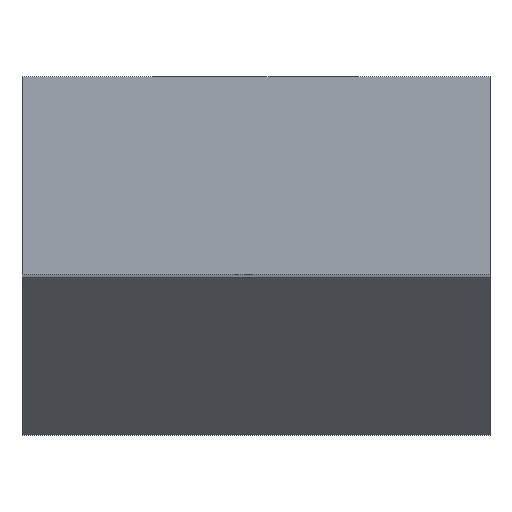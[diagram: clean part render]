
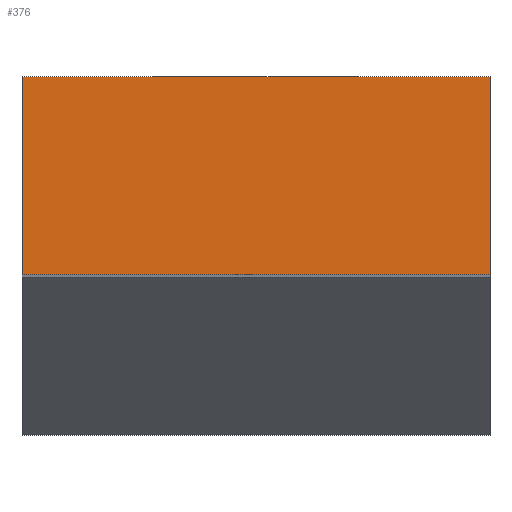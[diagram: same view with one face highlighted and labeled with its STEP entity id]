
A CAD part, top view. The second image highlights one B-rep face of the part: STEP entity #376.
In plain terms, the highlighted planar face has unit normal (0, 0, 1).
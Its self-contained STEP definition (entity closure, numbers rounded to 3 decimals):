
#20=FACE_OUTER_BOUND('',#40,.T.);
#40=EDGE_LOOP('',(#267,#268,#269,#270));
#74=LINE('',#555,#126);
#75=LINE('',#557,#127);
#76=LINE('',#559,#128);
#77=LINE('',#560,#129);
#126=VECTOR('',#452,10.);
#127=VECTOR('',#453,10.);
#128=VECTOR('',#454,10.);
#129=VECTOR('',#455,10.);
#175=VERTEX_POINT('',#553);
#176=VERTEX_POINT('',#554);
#177=VERTEX_POINT('',#556);
#178=VERTEX_POINT('',#558);
#212=EDGE_CURVE('',#175,#176,#74,.T.);
#213=EDGE_CURVE('',#177,#175,#75,.T.);
#214=EDGE_CURVE('',#178,#177,#76,.T.);
#215=EDGE_CURVE('',#176,#178,#77,.T.);
#267=ORIENTED_EDGE('',*,*,#212,.F.);
#268=ORIENTED_EDGE('',*,*,#213,.F.);
#269=ORIENTED_EDGE('',*,*,#214,.F.);
#270=ORIENTED_EDGE('',*,*,#215,.F.);
#356=PLANE('',#410);
#376=ADVANCED_FACE('',(#20),#356,.F.);
#410=AXIS2_PLACEMENT_3D('',#552,#450,#451);
#450=DIRECTION('center_axis',(0.,0.,-1.));
#451=DIRECTION('ref_axis',(0.,1.,0.));
#452=DIRECTION('',(0.,-1.,0.));
#453=DIRECTION('',(1.,0.,0.));
#454=DIRECTION('',(0.,1.,0.));
#455=DIRECTION('',(-1.,0.,0.));
#552=CARTESIAN_POINT('Origin',(-11.4,-1.2,90.));
#553=CARTESIAN_POINT('',(11.5,8.5,90.));
#554=CARTESIAN_POINT('',(11.5,-1.2,90.));
#555=CARTESIAN_POINT('',(11.5,-5.05,90.));
#556=CARTESIAN_POINT('',(-11.4,8.5,90.));
#557=CARTESIAN_POINT('',(0.05,8.5,90.));
#558=CARTESIAN_POINT('',(-11.4,-1.2,90.));
#559=CARTESIAN_POINT('',(-11.4,3.65,90.));
#560=CARTESIAN_POINT('',(-11.4,-1.2,90.));
